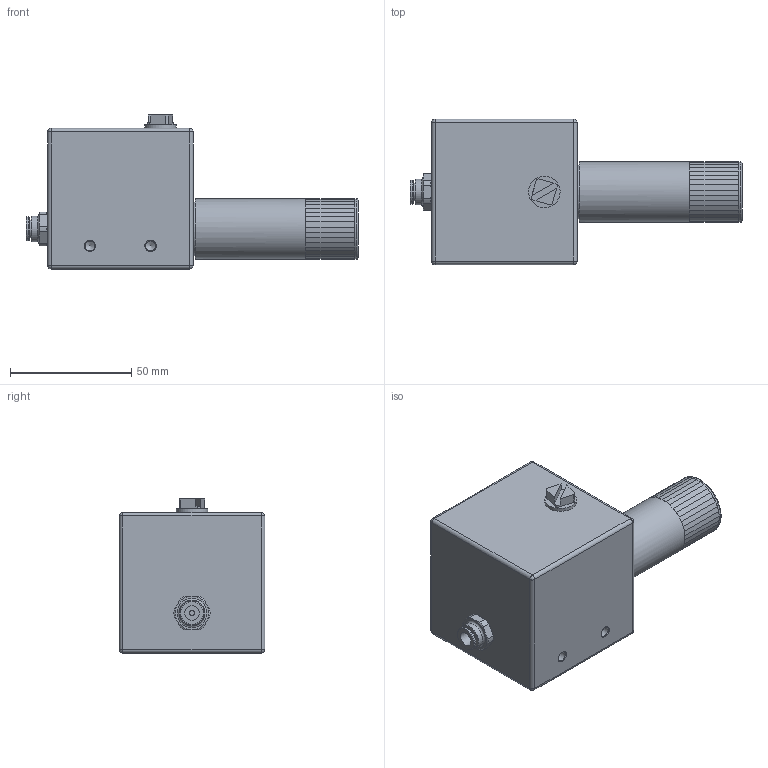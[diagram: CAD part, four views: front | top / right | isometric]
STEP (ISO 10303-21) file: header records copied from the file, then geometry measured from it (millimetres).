
FILE_DESCRIPTION(/* description */ (''),/* implementation_level */ '2;1');
FILE_NAME(/* name */ 'evk2beer.stp',/* time_stamp */ '2021-05-25T10:11:59+02:00',/* author */ ('josepm'),/* organization */ (''),/* preprocessor_version */ 'ST-DEVELOPER v17.2',/* originating_system */ 'Autodesk Inventor 2019',/* authorisation */ '');
FILE_SCHEMA (('AUTOMOTIVE_DESIGN { 1 0 10303 214 3 1 1 }'));
Length unit declared in the file: millimetre
Products named in the file (1): Pieza1
Bounding box: 136.87 x 60 x 63.5 mm (x, y, z)
Volume: 232557.6 mm3; surface area: 30826.8 mm2
Topology: 1 solids, 2 shells, 213 faces, 423 edges, 228 vertices
Faces by surface type: plane 144, cylinder 38, cone 19, sphere 8, torus 4
Full cylindrical faces by diameter (mm): 1 x1, 2 x1, 4.134 x2, 5 x1, 6 x1, 7.2 x1, 9.9 x1, 10 x1, 10.6 x1, 11.445 x1, 13 x1, 16.662 x1, 22 x1, 25 x2
Entity records: 5368 total; most frequent: DIRECTION 1027, CARTESIAN_POINT 911, ORIENTED_EDGE 842, EDGE_CURVE 421, AXIS2_PLACEMENT_3D 416, EDGE_LOOP 229, VERTEX_POINT 228, FACE_OUTER_BOUND 213
